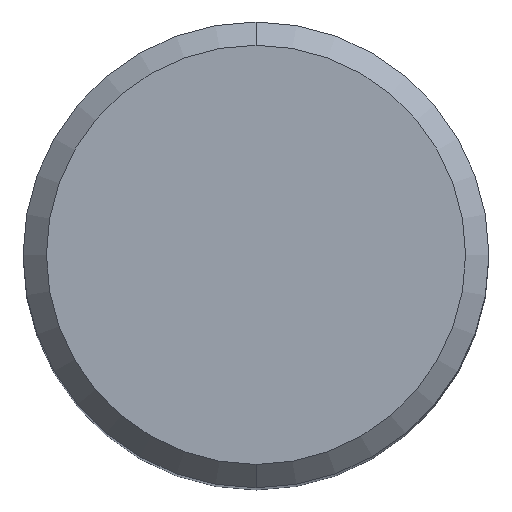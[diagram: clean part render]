
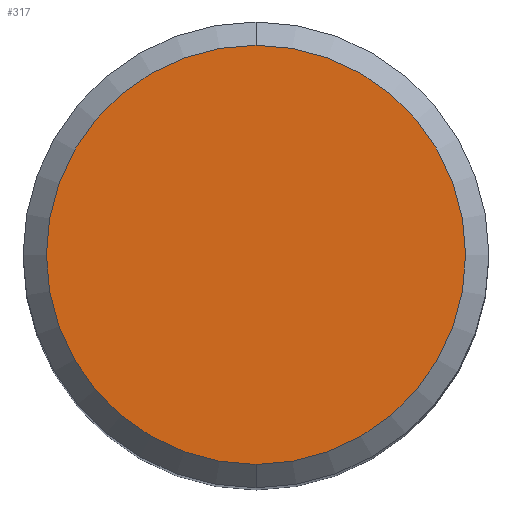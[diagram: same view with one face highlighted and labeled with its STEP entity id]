
A CAD part, top view. The second image highlights one B-rep face of the part: STEP entity #317.
In plain terms, the highlighted planar face has unit normal (0, 0, 1).
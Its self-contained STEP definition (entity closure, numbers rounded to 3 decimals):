
#187=VERTEX_POINT('',#486);
#227=VERTEX_POINT('',#532);
#317=ADVANCED_FACE('',(#629),#630,.T.);
#331=EDGE_CURVE('',#187,#227,#646,.T.);
#381=EDGE_CURVE('',#227,#187,#700,.T.);
#486=CARTESIAN_POINT('',(0.,-7.2,0.0));
#532=CARTESIAN_POINT('',(0.0,7.2,0.0));
#629=FACE_OUTER_BOUND('',#1076,.T.);
#630=PLANE('',#1077);
#646=CIRCLE('',#1110,7.2);
#700=CIRCLE('',#1282,7.2);
#1076=EDGE_LOOP('',(#1635,#1636));
#1077=AXIS2_PLACEMENT_3D('',#1637,#1638,#1639);
#1110=AXIS2_PLACEMENT_3D('',#1658,#1659,#1660);
#1282=AXIS2_PLACEMENT_3D('',#1715,#1716,#1717);
#1635=ORIENTED_EDGE('',*,*,#381,.F.);
#1636=ORIENTED_EDGE('',*,*,#331,.F.);
#1637=CARTESIAN_POINT('',(0.0,3.6,0.0));
#1638=DIRECTION('',(-0.0,0.0,1.0));
#1639=DIRECTION('',(0.0,-1.0,0.0));
#1658=CARTESIAN_POINT('',(0.0,0.0,0.0));
#1659=DIRECTION('',(0.0,0.0,-1.0));
#1660=DIRECTION('',(0.0,1.0,0.0));
#1715=CARTESIAN_POINT('',(0.0,0.0,0.0));
#1716=DIRECTION('',(0.0,0.0,-1.0));
#1717=DIRECTION('',(0.0,1.0,0.0));
